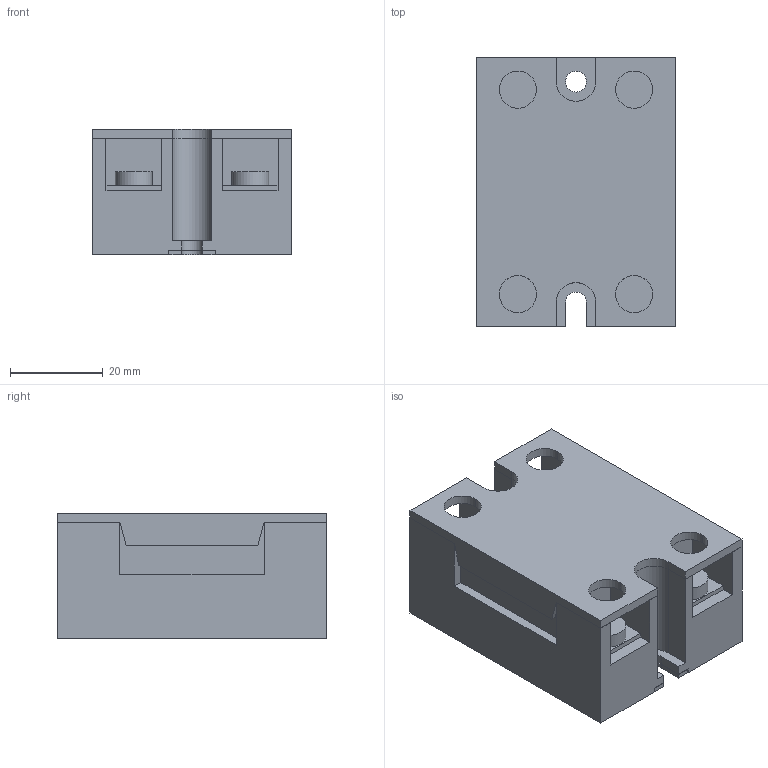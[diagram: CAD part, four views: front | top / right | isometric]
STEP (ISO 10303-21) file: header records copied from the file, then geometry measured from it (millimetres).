
FILE_DESCRIPTION (( 'STEP AP203' ), '1' );
FILE_NAME ('G3NA_220B.step', '2013-07-18T12:32:30', ( 'OSMC1.0 TAKUMI' ), ( 'TAKUMI-Engniaring' ), 'SwSTEP 2.0', 'SolidWorks 2002025', '' );
FILE_SCHEMA (( 'CONFIG_CONTROL_DESIGN' ));
Length unit declared in the file: millimetre
Products named in the file (3): G3NA_220B; G3NA_220B_COVER; G3NA_220B_BASE
Assembly tree (2 placements, depth 2):
  G3NA_220B
    G3NA_220B_COVER
    G3NA_220B_BASE
Bounding box: 43 x 58 x 27 mm (x, y, z)
Volume: 56812.3 mm3; surface area: 18456.4 mm2
Topology: 2 solids, 2 shells, 152 faces, 426 edges, 284 vertices
Faces by surface type: plane 124, cylinder 28
Entity records: 5175 total; most frequent: CARTESIAN_POINT 867, ORIENTED_EDGE 852, DIRECTION 796, EDGE_CURVE 426, LINE 370, VECTOR 370, VERTEX_POINT 284, AXIS2_PLACEMENT_3D 213
